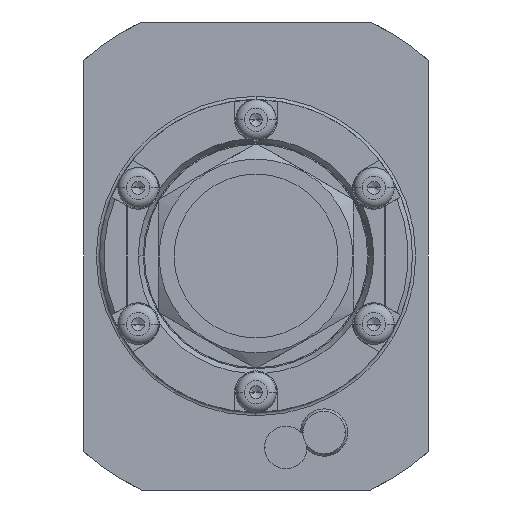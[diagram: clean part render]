
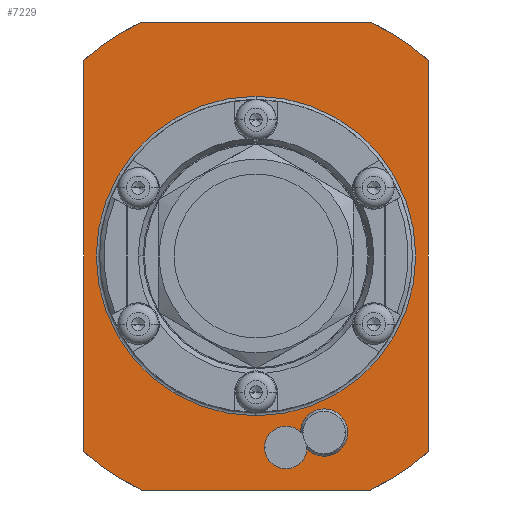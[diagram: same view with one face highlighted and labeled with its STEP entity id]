
A CAD part, left-side view. The second image highlights one B-rep face of the part: STEP entity #7229.
In plain terms, the highlighted planar face has unit normal (-1, 0, 0).
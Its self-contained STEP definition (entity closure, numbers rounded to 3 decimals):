
#781=CARTESIAN_POINT('',(-31.,0.,0.));
#782=DIRECTION('',(1.,0.,0.));
#783=DIRECTION('',(0.,-0.661,-0.75));
#784=AXIS2_PLACEMENT_3D('',#781,#782,#783);
#1009=CARTESIAN_POINT('',(-31.,0.,0.));
#1010=DIRECTION('',(-1.,0.,0.));
#1011=DIRECTION('',(0.,0.661,-0.75));
#1012=AXIS2_PLACEMENT_3D('',#1009,#1010,#1011);
#1019=CARTESIAN_POINT('',(-31.,0.,0.));
#1020=DIRECTION('',(-1.,0.,0.));
#1021=DIRECTION('',(0.,0.44,0.898));
#1022=AXIS2_PLACEMENT_3D('',#1019,#1020,#1021);
#1131=CARTESIAN_POINT('',(-31.,0.,0.));
#1132=DIRECTION('',(1.,0.,0.));
#1133=DIRECTION('',(0.,-0.44,0.898));
#1134=AXIS2_PLACEMENT_3D('',#1131,#1132,#1133);
#1148=DIRECTION('',(0.,-1.,0.));
#1149=VECTOR('',#1148,53.91);
#1150=CARTESIAN_POINT('',(-31.,26.955,55.));
#1151=LINE('',#1150,#1149);
#1152=DIRECTION('',(0.,0.,-1.));
#1153=VECTOR('',#1152,91.898);
#1154=CARTESIAN_POINT('',(-31.,-40.5,45.949));
#1155=LINE('',#1154,#1153);
#1156=DIRECTION('',(0.,1.,0.));
#1157=VECTOR('',#1156,53.91);
#1158=CARTESIAN_POINT('',(-31.,-26.955,-55.));
#1159=LINE('',#1158,#1157);
#1160=DIRECTION('',(0.,0.,1.));
#1161=VECTOR('',#1160,91.898);
#1162=CARTESIAN_POINT('',(-31.,40.5,-45.949));
#1163=LINE('',#1162,#1161);
#1164=CARTESIAN_POINT('',(-31.,-16.,-41.5));
#1165=DIRECTION('',(-1.,0.,0.));
#1166=DIRECTION('',(0.,0.,-1.));
#1167=AXIS2_PLACEMENT_3D('',#1164,#1165,#1166);
#1169=CARTESIAN_POINT('',(-31.,-16.,-41.5));
#1170=DIRECTION('',(-1.,0.,0.));
#1171=DIRECTION('',(0.,0.,1.));
#1172=AXIS2_PLACEMENT_3D('',#1169,#1170,#1171);
#1174=CARTESIAN_POINT('',(-31.,-7.,-45.));
#1175=DIRECTION('',(1.,0.,0.));
#1176=DIRECTION('',(0.,-1.,0.));
#1177=AXIS2_PLACEMENT_3D('',#1174,#1175,#1176);
#1179=CARTESIAN_POINT('',(-31.,-7.,-45.));
#1180=DIRECTION('',(1.,0.,0.));
#1181=DIRECTION('',(0.,1.,0.));
#1182=AXIS2_PLACEMENT_3D('',#1179,#1180,#1181);
#1196=CARTESIAN_POINT('',(-31.,0.,0.));
#1197=DIRECTION('',(-1.,0.,0.));
#1198=DIRECTION('',(0.,0.,-1.));
#1199=AXIS2_PLACEMENT_3D('',#1196,#1197,#1198);
#1211=CARTESIAN_POINT('',(-31.,0.,0.));
#1212=DIRECTION('',(-1.,0.,0.));
#1213=DIRECTION('',(0.,0.,1.));
#1214=AXIS2_PLACEMENT_3D('',#1211,#1212,#1213);
#4746=CARTESIAN_POINT('',(-31.,26.955,55.));
#4748=VERTEX_POINT('',#4746);
#4750=CARTESIAN_POINT('',(-31.,26.955,-55.));
#4752=VERTEX_POINT('',#4750);
#4755=CARTESIAN_POINT('',(-31.,-26.955,55.));
#4756=VERTEX_POINT('',#4755);
#4757=CARTESIAN_POINT('',(-31.,-40.5,45.949));
#4758=CARTESIAN_POINT('',(-31.,-40.5,-45.949));
#4759=VERTEX_POINT('',#4757);
#4760=VERTEX_POINT('',#4758);
#4761=CARTESIAN_POINT('',(-31.,-26.955,-55.));
#4762=VERTEX_POINT('',#4761);
#4763=CARTESIAN_POINT('',(-31.,40.5,-45.949));
#4764=CARTESIAN_POINT('',(-31.,40.5,45.949));
#4765=VERTEX_POINT('',#4763);
#4766=VERTEX_POINT('',#4764);
#4789=CARTESIAN_POINT('',(-31.,0.,-37.55));
#4790=CARTESIAN_POINT('',(-31.,0.,37.55));
#4791=VERTEX_POINT('',#4789);
#4792=VERTEX_POINT('',#4790);
#5537=CARTESIAN_POINT('',(-31.,-16.,-47.062));
#5538=CARTESIAN_POINT('',(-31.,-16.,-35.938));
#5539=VERTEX_POINT('',#5537);
#5540=VERTEX_POINT('',#5538);
#5549=CARTESIAN_POINT('',(-31.,-9.8,-45.));
#5550=CARTESIAN_POINT('',(-31.,-4.2,-45.));
#5551=VERTEX_POINT('',#5549);
#5552=VERTEX_POINT('',#5550);
#7195=CARTESIAN_POINT('',(-31.,0.,0.));
#7196=DIRECTION('',(-1.,0.,0.));
#7197=DIRECTION('',(0.,0.,-1.));
#7198=AXIS2_PLACEMENT_3D('',#7195,#7196,#7197);
#7199=PLANE('',#7198);
#7200=ORIENTED_EDGE('',*,*,#7112,.T.);
#7201=ORIENTED_EDGE('',*,*,#7175,.T.);
#7202=ORIENTED_EDGE('',*,*,#7189,.T.);
#7203=ORIENTED_EDGE('',*,*,#6795,.T.);
#7204=ORIENTED_EDGE('',*,*,#6814,.T.);
#7205=ORIENTED_EDGE('',*,*,#7059,.F.);
#7207=ORIENTED_EDGE('',*,*,#7206,.T.);
#7208=ORIENTED_EDGE('',*,*,#7096,.F.);
#7209=EDGE_LOOP('',(#7200,#7201,#7202,#7203,#7204,#7205,#7207,#7208));
#7210=FACE_OUTER_BOUND('',#7209,.F.);
#7212=ORIENTED_EDGE('',*,*,#7211,.T.);
#7214=ORIENTED_EDGE('',*,*,#7213,.T.);
#7215=EDGE_LOOP('',(#7212,#7214));
#7216=FACE_BOUND('',#7215,.F.);
#7218=ORIENTED_EDGE('',*,*,#7217,.T.);
#7220=ORIENTED_EDGE('',*,*,#7219,.T.);
#7221=EDGE_LOOP('',(#7218,#7220));
#7222=FACE_BOUND('',#7221,.F.);
#7224=ORIENTED_EDGE('',*,*,#7223,.F.);
#7226=ORIENTED_EDGE('',*,*,#7225,.F.);
#7227=EDGE_LOOP('',(#7224,#7226));
#7228=FACE_BOUND('',#7227,.F.);
#7229=ADVANCED_FACE('',(#7210,#7216,#7222,#7228),#7199,.T.);
#785=CIRCLE('',#784,61.25);
#1013=CIRCLE('',#1012,61.25);
#1023=CIRCLE('',#1022,61.25);
#1135=CIRCLE('',#1134,61.25);
#1168=CIRCLE('',#1167,5.562);
#1173=CIRCLE('',#1172,5.562);
#1178=CIRCLE('',#1177,2.8);
#1183=CIRCLE('',#1182,2.8);
#1200=CIRCLE('',#1199,37.55);
#1215=CIRCLE('',#1214,37.55);
#6795=EDGE_CURVE('',#4760,#4762,#785,.T.);
#6814=EDGE_CURVE('',#4762,#4752,#1159,.T.);
#7059=EDGE_CURVE('',#4765,#4752,#1013,.T.);
#7096=EDGE_CURVE('',#4748,#4766,#1023,.T.);
#7112=EDGE_CURVE('',#4748,#4756,#1151,.T.);
#7175=EDGE_CURVE('',#4756,#4759,#1135,.T.);
#7189=EDGE_CURVE('',#4759,#4760,#1155,.T.);
#7206=EDGE_CURVE('',#4765,#4766,#1163,.T.);
#7211=EDGE_CURVE('',#4791,#4792,#1200,.T.);
#7213=EDGE_CURVE('',#4792,#4791,#1215,.T.);
#7217=EDGE_CURVE('',#5539,#5540,#1168,.T.);
#7219=EDGE_CURVE('',#5540,#5539,#1173,.T.);
#7223=EDGE_CURVE('',#5551,#5552,#1178,.T.);
#7225=EDGE_CURVE('',#5552,#5551,#1183,.T.);
